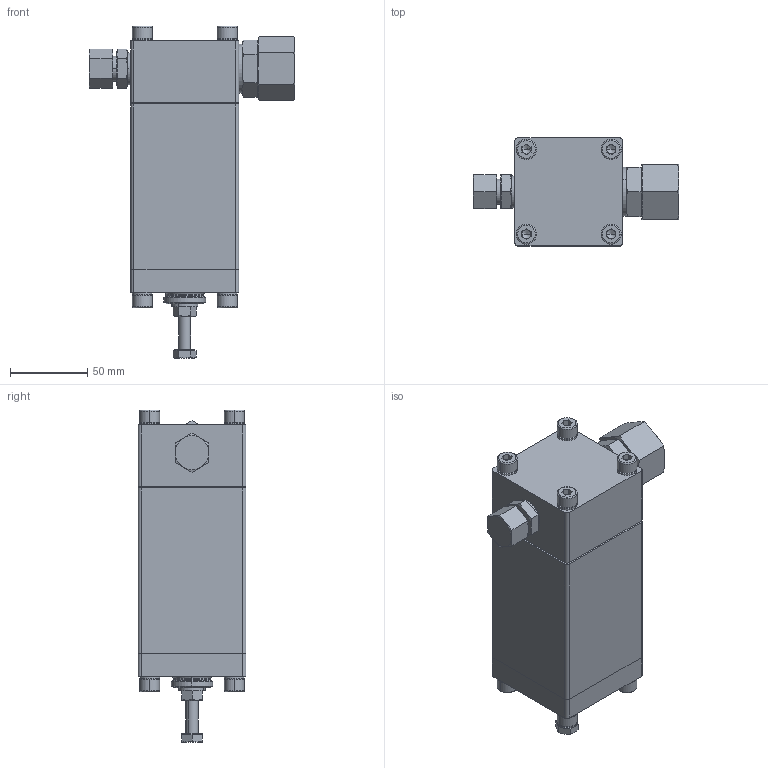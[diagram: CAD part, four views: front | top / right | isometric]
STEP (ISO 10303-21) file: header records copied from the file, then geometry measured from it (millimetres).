
FILE_DESCRIPTION (( 'STEP AP214' ), '1' );
FILE_NAME ('HON832_def.STEP', '2017-03-10T12:28:37', ( '' ), ( '' ), 'SwSTEP 2.0', 'SolidWorks 2015', '' );
FILE_SCHEMA (( 'AUTOMOTIVE_DESIGN' ));
Length unit declared in the file: millimetre
Products named in the file (1): HON832_def
Bounding box: 133.58 x 70 x 215.4 mm (x, y, z)
Volume: 862989.5 mm3; surface area: 71771.2 mm2
Topology: 1 solids, 1 shells, 367 faces, 832 edges, 488 vertices
Faces by surface type: plane 187, cone 86, cylinder 72, torus 22
Entity records: 12699 total; most frequent: CARTESIAN_POINT 2258, DIRECTION 1746, ORIENTED_EDGE 1632, EDGE_CURVE 816, AXIS2_PLACEMENT_3D 676, VERTEX_POINT 488, EDGE_LOOP 412, LINE 394
